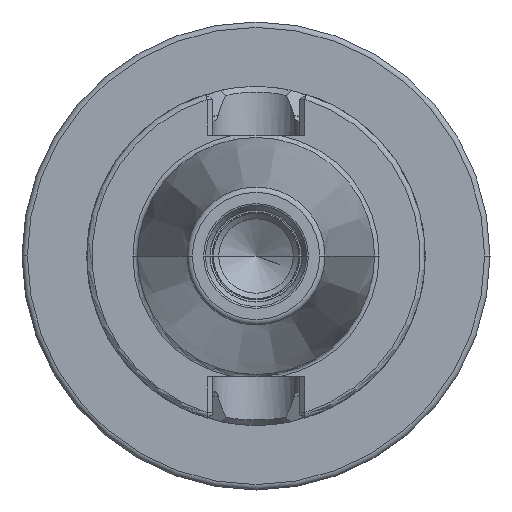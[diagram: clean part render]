
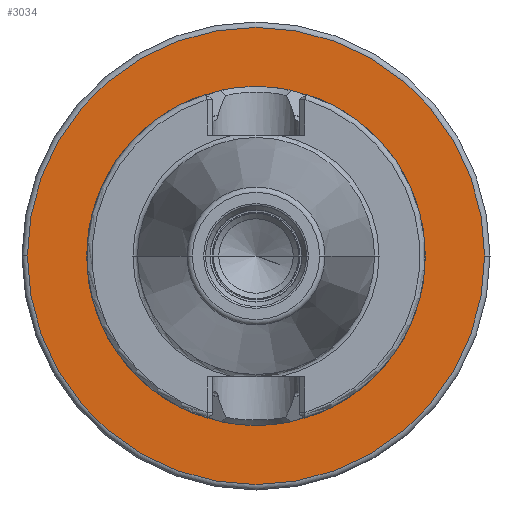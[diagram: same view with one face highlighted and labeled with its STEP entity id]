
A CAD part, left-side view. The second image highlights one B-rep face of the part: STEP entity #3034.
In plain terms, the highlighted planar face has unit normal (-1, 0, 0).
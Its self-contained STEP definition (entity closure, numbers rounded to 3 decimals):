
#884=CARTESIAN_POINT('',(45.,0.,0.));
#885=DIRECTION('',(1.,0.,0.));
#886=DIRECTION('',(0.,-1.,0.));
#887=AXIS2_PLACEMENT_3D('',#884,#885,#886);
#889=CARTESIAN_POINT('',(45.,0.,0.));
#890=DIRECTION('',(1.,0.,0.));
#891=DIRECTION('',(0.,1.,0.));
#892=AXIS2_PLACEMENT_3D('',#889,#890,#891);
#894=CARTESIAN_POINT('',(45.,0.,0.));
#895=DIRECTION('',(-1.,0.,0.));
#896=DIRECTION('',(0.,1.,0.));
#897=AXIS2_PLACEMENT_3D('',#894,#895,#896);
#899=CARTESIAN_POINT('',(45.,0.,0.));
#900=DIRECTION('',(-1.,0.,0.));
#901=DIRECTION('',(0.,-1.,0.));
#902=AXIS2_PLACEMENT_3D('',#899,#900,#901);
#1799=CARTESIAN_POINT('',(45.,-30.5,0.));
#1800=CARTESIAN_POINT('',(45.,30.5,0.));
#1801=VERTEX_POINT('',#1799);
#1802=VERTEX_POINT('',#1800);
#1803=CARTESIAN_POINT('',(45.,42.5,0.));
#1804=CARTESIAN_POINT('',(45.,-42.5,0.));
#1805=VERTEX_POINT('',#1803);
#1806=VERTEX_POINT('',#1804);
#3019=CARTESIAN_POINT('',(45.,0.,0.));
#3020=DIRECTION('',(1.,0.,0.));
#3021=DIRECTION('',(0.,-1.,0.));
#3022=AXIS2_PLACEMENT_3D('',#3019,#3020,#3021);
#3023=PLANE('',#3022);
#3025=ORIENTED_EDGE('',*,*,#3024,.F.);
#3027=ORIENTED_EDGE('',*,*,#3026,.F.);
#3028=EDGE_LOOP('',(#3025,#3027));
#3029=FACE_OUTER_BOUND('',#3028,.F.);
#3030=ORIENTED_EDGE('',*,*,#2999,.F.);
#3031=ORIENTED_EDGE('',*,*,#3013,.F.);
#3032=EDGE_LOOP('',(#3030,#3031));
#3033=FACE_BOUND('',#3032,.F.);
#3034=ADVANCED_FACE('',(#3029,#3033),#3023,.F.);
#888=CIRCLE('',#887,30.5);
#893=CIRCLE('',#892,30.5);
#898=CIRCLE('',#897,42.5);
#903=CIRCLE('',#902,42.5);
#2999=EDGE_CURVE('',#1801,#1802,#888,.T.);
#3013=EDGE_CURVE('',#1802,#1801,#893,.T.);
#3024=EDGE_CURVE('',#1805,#1806,#898,.T.);
#3026=EDGE_CURVE('',#1806,#1805,#903,.T.);
